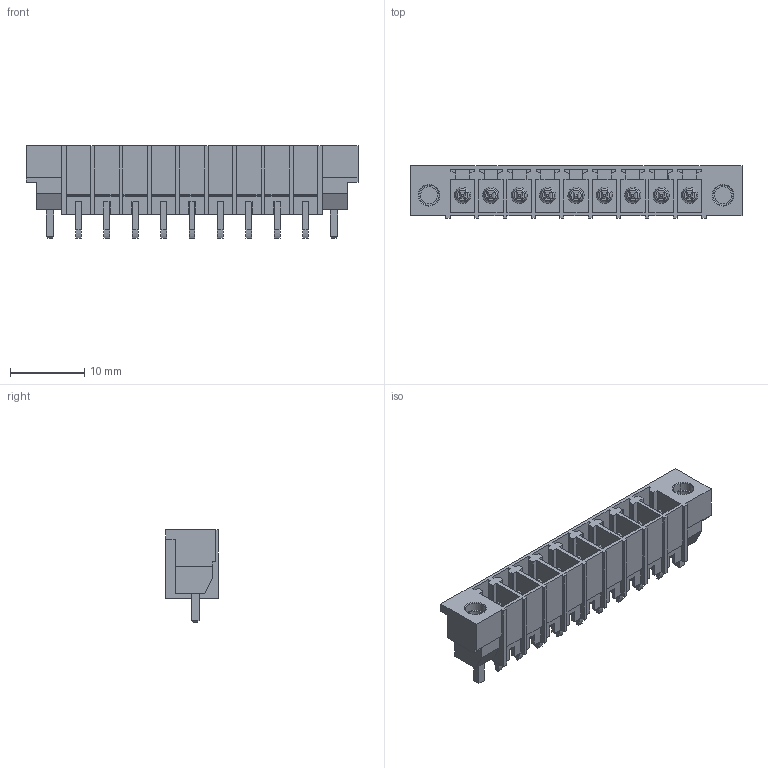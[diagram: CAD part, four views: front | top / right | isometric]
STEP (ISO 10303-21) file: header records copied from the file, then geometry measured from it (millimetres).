
FILE_DESCRIPTION(('CATIA V5 STEP Exchange','CAx-IF Rec.Pracs.--- Model Styling and Organization---1.2---2011-12-15'),'2;1');
FILE_NAME ('D1457697_0', '2018-10-12T09:52:40+00:00', ('none'), ('Weidmueller'), 'CATIA Version 5-6 Release 2014', 'CATIA V5 STEP AP214', 'none');
FILE_SCHEMA(('AUTOMOTIVE_DESIGN { 1 0 10303 214 1 1 1 1 }'));
Length unit declared in the file: millimetre
Products named in the file (1): 1863360000
Bounding box: 44.58 x 7.07 x 12.4 mm (x, y, z)
Volume: 1254.4 mm3; surface area: 3652.1 mm2
Topology: 12 solids, 12 shells, 667 faces, 1874 edges, 1262 vertices
Faces by surface type: plane 531, cylinder 96, cone 22, torus 18
Entity records: 19648 total; most frequent: ORIENTED_EDGE 3748, CARTESIAN_POINT 3610, DIRECTION 2556, EDGE_CURVE 1874, VECTOR 1602, LINE 1602, VERTEX_POINT 1262, EDGE_LOOP 716
